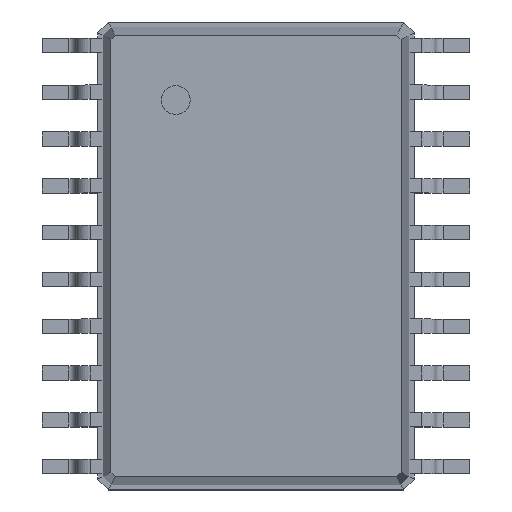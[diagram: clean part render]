
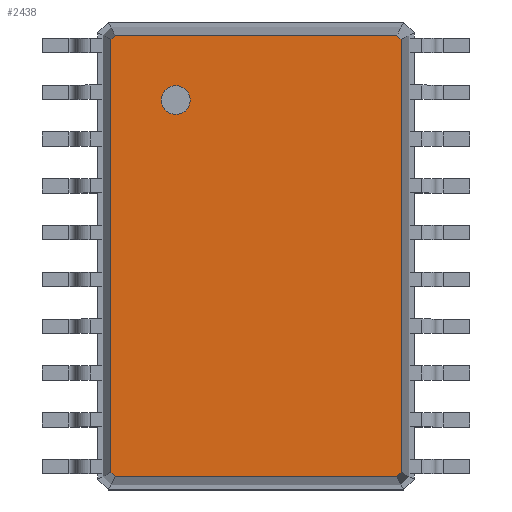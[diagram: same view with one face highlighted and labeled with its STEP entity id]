
A CAD part, top view. The second image highlights one B-rep face of the part: STEP entity #2438.
In plain terms, the highlighted planar face has unit normal (0, 0, 1).
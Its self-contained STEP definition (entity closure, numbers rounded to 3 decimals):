
#13=DIRECTION('',(0.,0.,1.));
#27=VECTOR('',#28,1.);
#28=DIRECTION('',(0.,-1.,0.));
#36=DIRECTION('',(0.,1.,0.));
#58=VECTOR('',#59,1.);
#59=DIRECTION('',(1.,0.,0.));
#130=VECTOR('',#131,1.);
#131=DIRECTION('',(-1.,0.,0.));
#437=VECTOR('',#438,1.);
#438=DIRECTION('',(0.707,-0.707,0.));
#444=VECTOR('',#445,1.);
#445=DIRECTION('',(-0.707,-0.707,0.));
#456=VECTOR('',#457,1.);
#457=DIRECTION('',(-0.707,0.707,0.));
#463=VECTOR('',#36,1.);
#467=VECTOR('',#468,1.);
#468=DIRECTION('',(0.707,0.707,0.));
#958=VERTEX_POINT('',#959);
#959=CARTESIAN_POINT('',(2.014,-3.007,1.6));
#961=ORIENTED_EDGE('',*,*,#962,.F.);
#962=EDGE_CURVE('',#963,#958,#965,.T.);
#963=VERTEX_POINT('',#964);
#964=CARTESIAN_POINT('',(2.014,3.007,1.6));
#965=LINE('',#964,#27);
#2429=ORIENTED_EDGE('',*,*,#2430,.F.);
#2430=EDGE_CURVE('',#2431,#963,#2433,.T.);
#2431=VERTEX_POINT('',#2432);
#2432=CARTESIAN_POINT('',(1.957,3.064,1.6));
#2433=LINE('',#2432,#437);
#2438=ADVANCED_FACE('',(#2439,#2469),#2478,.T.);
#2439=FACE_BOUND('',#2440,.T.);
#2440=EDGE_LOOP('',(#2441,#2446,#2451,#2456,#2461,#2466,#961,#2429));
#2441=ORIENTED_EDGE('',*,*,#2442,.F.);
#2442=EDGE_CURVE('',#2443,#2431,#2445,.T.);
#2443=VERTEX_POINT('',#2444);
#2444=CARTESIAN_POINT('',(-1.957,3.064,1.6));
#2445=LINE('',#2444,#58);
#2446=ORIENTED_EDGE('',*,*,#2447,.F.);
#2447=EDGE_CURVE('',#2448,#2443,#2450,.T.);
#2448=VERTEX_POINT('',#2449);
#2449=CARTESIAN_POINT('',(-2.014,3.007,1.6));
#2450=LINE('',#2449,#467);
#2451=ORIENTED_EDGE('',*,*,#2452,.F.);
#2452=EDGE_CURVE('',#2453,#2448,#2455,.T.);
#2453=VERTEX_POINT('',#2454);
#2454=CARTESIAN_POINT('',(-2.014,-3.007,1.6));
#2455=LINE('',#2454,#463);
#2456=ORIENTED_EDGE('',*,*,#2457,.F.);
#2457=EDGE_CURVE('',#2458,#2453,#2460,.T.);
#2458=VERTEX_POINT('',#2459);
#2459=CARTESIAN_POINT('',(-1.957,-3.064,1.6));
#2460=LINE('',#2459,#456);
#2461=ORIENTED_EDGE('',*,*,#2462,.F.);
#2462=EDGE_CURVE('',#2463,#2458,#2465,.T.);
#2463=VERTEX_POINT('',#2464);
#2464=CARTESIAN_POINT('',(1.957,-3.064,1.6));
#2465=LINE('',#2464,#130);
#2466=ORIENTED_EDGE('',*,*,#2467,.F.);
#2467=EDGE_CURVE('',#958,#2463,#2468,.T.);
#2468=LINE('',#959,#444);
#2469=FACE_BOUND('',#2470,.T.);
#2470=EDGE_LOOP('',(#2471));
#2471=ORIENTED_EDGE('',*,*,#2472,.F.);
#2472=EDGE_CURVE('',#2473,#2473,#2475,.T.);
#2473=VERTEX_POINT('',#2474);
#2474=CARTESIAN_POINT('',(-1.114,1.964,1.6));
#2475=CIRCLE('',#2476,0.2);
#2476=AXIS2_PLACEMENT_3D('',#2477,#13,#28);
#2477=CARTESIAN_POINT('',(-1.114,2.164,1.6));
#2478=PLANE('',#2479);
#2479=AXIS2_PLACEMENT_3D('',#2444,#13,#2480);
#2480=DIRECTION('',(0.538,-0.843,0.));
